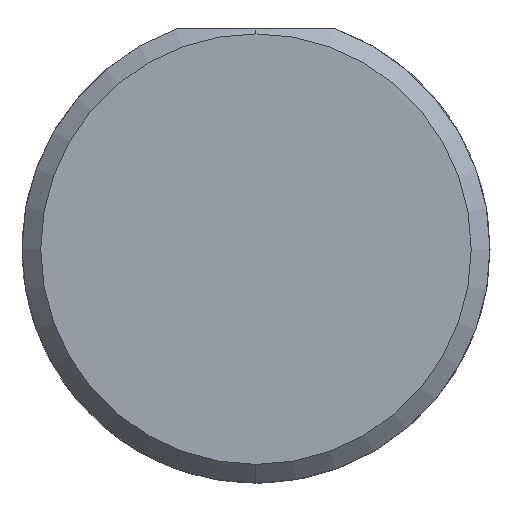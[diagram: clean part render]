
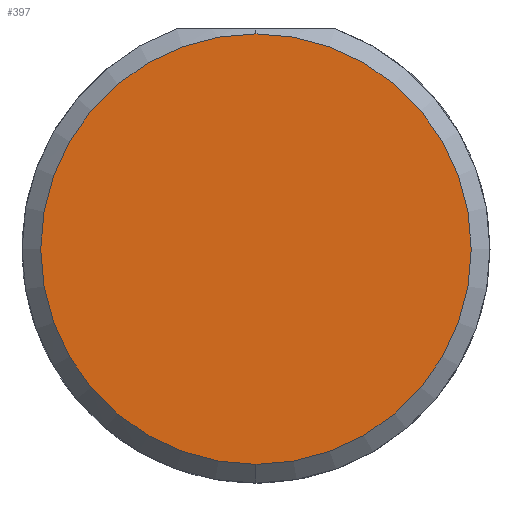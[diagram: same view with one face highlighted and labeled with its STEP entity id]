
A CAD part, left-side view. The second image highlights one B-rep face of the part: STEP entity #397.
In plain terms, the highlighted planar face has unit normal (-1, 0, 0).
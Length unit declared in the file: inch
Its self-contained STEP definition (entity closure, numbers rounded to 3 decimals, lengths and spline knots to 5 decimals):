
#27 = AXIS2_PLACEMENT_3D ( 'NONE', #449, #535, #841 ) ;
#97 = ORIENTED_EDGE ( 'NONE', *, *, #201, .T. ) ;
#130 = EDGE_LOOP ( 'NONE', ( #97, #740 ) ) ;
#201 = EDGE_CURVE ( 'NONE', #968, #421, #614, .T. ) ;
#223 = CARTESIAN_POINT ( 'NONE',  ( 0., 0., 0. ) ) ;
#248 = DIRECTION ( 'NONE',  ( 0., 0., -1. ) ) ;
#261 = CARTESIAN_POINT ( 'NONE',  ( 0., 0., -0.17235 ) ) ;
#355 = AXIS2_PLACEMENT_3D ( 'NONE', #475, #623, #248 ) ;
#397 = ADVANCED_FACE ( 'NONE', ( #565 ), #867, .F. ) ;
#421 = VERTEX_POINT ( 'NONE', #578 ) ;
#449 = CARTESIAN_POINT ( 'NONE',  ( 0., 0., 0. ) ) ;
#475 = CARTESIAN_POINT ( 'NONE',  ( 0., 0., 0. ) ) ;
#535 = DIRECTION ( 'NONE',  ( -1., 0., 0. ) ) ;
#553 = AXIS2_PLACEMENT_3D ( 'NONE', #223, #594, #893 ) ;
#565 = FACE_OUTER_BOUND ( 'NONE', #130, .T. ) ;
#578 = CARTESIAN_POINT ( 'NONE',  ( 0., 0., 0.17235 ) ) ;
#594 = DIRECTION ( 'NONE',  ( -1., 0., 0. ) ) ;
#614 = CIRCLE ( 'NONE', #27, 0.17235 ) ;
#623 = DIRECTION ( 'NONE',  ( 1., 0., 0. ) ) ;
#650 = CIRCLE ( 'NONE', #553, 0.17235 ) ;
#740 = ORIENTED_EDGE ( 'NONE', *, *, #907, .T. ) ;
#841 = DIRECTION ( 'NONE',  ( 0., 0., -1. ) ) ;
#867 = PLANE ( 'NONE',  #355 ) ;
#893 = DIRECTION ( 'NONE',  ( 0., 0., -1. ) ) ;
#907 = EDGE_CURVE ( 'NONE', #421, #968, #650, .T. ) ;
#968 = VERTEX_POINT ( 'NONE', #261 ) ;
